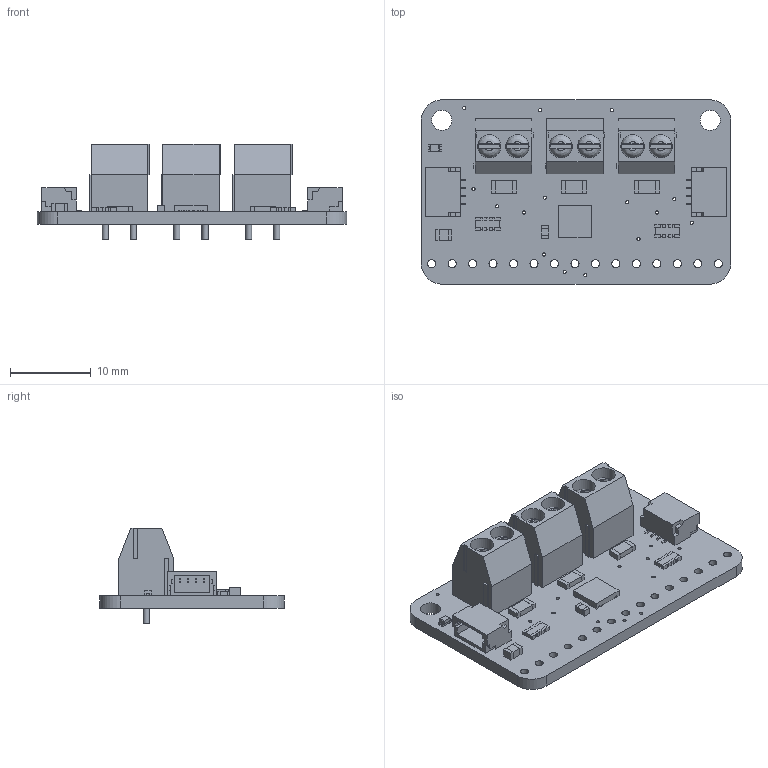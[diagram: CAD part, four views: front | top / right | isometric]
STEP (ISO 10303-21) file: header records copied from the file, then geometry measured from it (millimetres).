
FILE_DESCRIPTION(/* description */ (''),/* implementation_level */ '2;1');
FILE_NAME(/* name */ 'PCB Component.step',/* time_stamp */ '2025-08-15T13:31:41-04:00',/* author */ (''),/* organization */ (''),/* preprocessor_version */ 'ST-DEVELOPER v20.1',/* originating_system */ 'Autodesk Translation Framework v14.10.0.0',/* authorisation */ '');
FILE_SCHEMA (('AUTOMOTIVE_DESIGN { 1 0 10303 214 3 1 1 }'));
Length unit declared in the file: millimetre
Products named in the file (10): PCB Component; Board; 0.1uF; 0.05ohm; 3.5mm; 10uF; 10K pack; STEMMA_I2C_QT; GREEN; INA3221
Assembly tree (15 placements, depth 2):
  PCB Component
    Board
    0.1uF
    0.05ohm  x3
    3.5mm  x3
    10uF
    10K pack  x2
    STEMMA_I2C_QT  x2
    GREEN
    INA3221
Bounding box: 38.35 x 22.86 x 11.9 mm (x, y, z)
Volume: 2286.2 mm3; surface area: 5170.6 mm2
Topology: 62 solids, 62 shells, 1774 faces, 4385 edges, 2766 vertices
Faces by surface type: plane 1028, cylinder 406, torus 252, bspline 82, cone 6
Full cylindrical faces by diameter (mm): 0.394 x22, 0.4 x5, 0.77 x6, 1 x21, 1.86 x6, 2 x24, 2.5 x2, 2.9 x12
Entity records: 30594 total; most frequent: CARTESIAN_POINT 5915, DIRECTION 4901, ORIENTED_EDGE 4826, EDGE_CURVE 2413, LINE 1785, VECTOR 1785, AXIS2_PLACEMENT_3D 1558, VERTEX_POINT 1556
